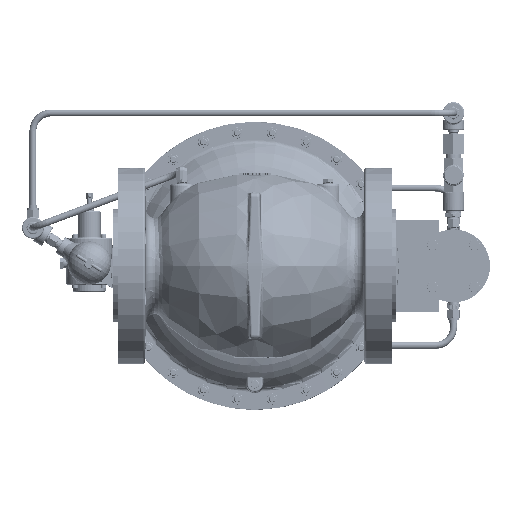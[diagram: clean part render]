
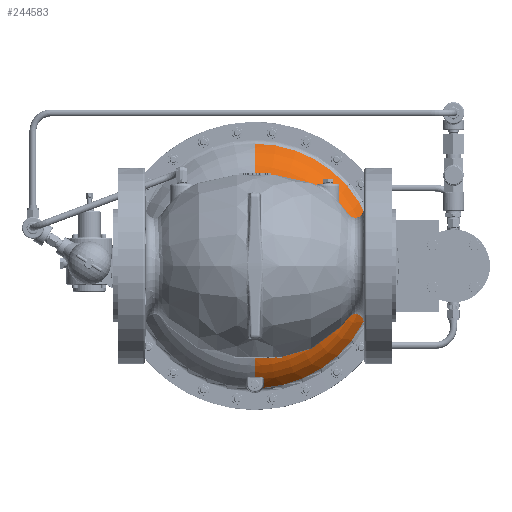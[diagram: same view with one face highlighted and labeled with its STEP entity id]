
A CAD part, front view. The second image highlights one B-rep face of the part: STEP entity #244583.
In plain terms, the highlighted toroidal (fillet/blend) face has major radius 106.491 mm and minor radius 71.438 mm.
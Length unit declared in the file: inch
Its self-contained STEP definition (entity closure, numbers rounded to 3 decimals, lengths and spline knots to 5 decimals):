
#1900 = B_SPLINE_CURVE_WITH_KNOTS ( 'NONE', 3,
 ( #3372, #87578, #115697, #311141, #143792, #339270 ),
 .UNSPECIFIED., .F., .F.,
 ( 4, 2, 4 ),
 ( 0., 0.00513, 0.01025 ),
 .UNSPECIFIED. ) ;
#3372 = CARTESIAN_POINT ( 'NONE',  ( 0.48296, 9.75555, -6.19006 ) ) ;
#4856 = CARTESIAN_POINT ( 'NONE',  ( 0., 8.9572, 0. ) ) ;
#7070 = ORIENTED_EDGE ( 'NONE', *, *, #115103, .T. ) ;
#8731 = CARTESIAN_POINT ( 'NONE',  ( 0.48296, 9.75555, -6.19006 ) ) ;
#10343 = EDGE_CURVE ( 'NONE', #296854, #350327, #42573, .T. ) ;
#13519 = ORIENTED_EDGE ( 'NONE', *, *, #114082, .T. ) ;
#14168 = CARTESIAN_POINT ( 'NONE',  ( 0.44754, 10.41399, -6.67037 ) ) ;
#14646 = DIRECTION ( 'NONE',  ( 1., 0., 0. ) ) ;
#16338 = CARTESIAN_POINT ( 'NONE',  ( 0.35904, 9.63753, -6.07637 ) ) ;
#25465 = DIRECTION ( 'NONE',  ( 0., 0., 1. ) ) ;
#33013 = DIRECTION ( 'NONE',  ( 0., 0., -1. ) ) ;
#35980 = CARTESIAN_POINT ( 'NONE',  ( 0., 8.9572, 0. ) ) ;
#42573 = B_SPLINE_CURVE_WITH_KNOTS ( 'NONE', 3,
 ( #287807, #92298, #259769, #120394, #315842, #148482 ),
 .UNSPECIFIED., .F., .F.,
 ( 4, 2, 4 ),
 ( 0., 0.00529, 0.01058 ),
 .UNSPECIFIED. ) ;
#44379 = CARTESIAN_POINT ( 'NONE',  ( 0.39625, 9.64279, -6.07983 ) ) ;
#44980 = AXIS2_PLACEMENT_3D ( 'NONE', #181920, #14646, #209997 ) ;
#50995 = DIRECTION ( 'NONE',  ( 0., -1., 0. ) ) ;
#54582 = CARTESIAN_POINT ( 'NONE',  ( 0., 11.71634, 0. ) ) ;
#61413 = VERTEX_POINT ( 'NONE', #302149 ) ;
#63986 = DIRECTION ( 'NONE',  ( 0., 0., -1. ) ) ;
#72444 = CARTESIAN_POINT ( 'NONE',  ( 0.42081, 9.6534, -6.08973 ) ) ;
#75107 = AXIS2_PLACEMENT_3D ( 'NONE', #4856, #200233, #33013 ) ;
#82621 = DIRECTION ( 'NONE',  ( 0., 0., -1. ) ) ;
#85680 = VERTEX_POINT ( 'NONE', #132808 ) ;
#87578 = CARTESIAN_POINT ( 'NONE',  ( 0.48461, 9.80377, -6.23697 ) ) ;
#89383 = CIRCLE ( 'NONE', #75107, 4.73785 ) ;
#89501 = ORIENTED_EDGE ( 'NONE', *, *, #329338, .T. ) ;
#92298 = CARTESIAN_POINT ( 'NONE',  ( 0.49556, 10.12071, -6.4908 ) ) ;
#99574 = CARTESIAN_POINT ( 'NONE',  ( 4.73785, 8.9572, 0. ) ) ;
#100501 = CARTESIAN_POINT ( 'NONE',  ( 0.44104, 9.66769, -6.10364 ) ) ;
#103271 = TOROIDAL_SURFACE ( 'NONE', #260115, 4.19257, 2.8125 ) ;
#106166 = CARTESIAN_POINT ( 'NONE',  ( 0., 9.63753, 0. ) ) ;
#107057 = VERTEX_POINT ( 'NONE', #8731 ) ;
#109976 = DIRECTION ( 'NONE',  ( 0., -1., 0. ) ) ;
#114082 = EDGE_CURVE ( 'NONE', #219800, #107057, #212467, .T. ) ;
#115103 = EDGE_CURVE ( 'NONE', #107057, #296854, #1900, .T. ) ;
#115697 = CARTESIAN_POINT ( 'NONE',  ( 0.48633, 9.85368, -6.28214 ) ) ;
#116505 = ORIENTED_EDGE ( 'NONE', *, *, #351395, .F. ) ;
#120394 = CARTESIAN_POINT ( 'NONE',  ( 0.47579, 10.29488, -6.60328 ) ) ;
#128575 = CARTESIAN_POINT ( 'NONE',  ( 0.46216, 9.69016, -6.12582 ) ) ;
#130784 = VERTEX_POINT ( 'NONE', #306785 ) ;
#132808 = CARTESIAN_POINT ( 'NONE',  ( 0., 10.41399, 6.68537 ) ) ;
#134282 = DIRECTION ( 'NONE',  ( 0., 0., 1. ) ) ;
#143792 = CARTESIAN_POINT ( 'NONE',  ( 0.49171, 10.00944, -6.41007 ) ) ;
#148482 = CARTESIAN_POINT ( 'NONE',  ( 0.44754, 10.41399, -6.67037 ) ) ;
#153546 = CIRCLE ( 'NONE', #292250, 2.8125 ) ;
#156715 = CARTESIAN_POINT ( 'NONE',  ( 0.47978, 9.72858, -6.16374 ) ) ;
#166677 = EDGE_CURVE ( 'NONE', #61413, #219800, #306804, .T. ) ;
#181920 = CARTESIAN_POINT ( 'NONE',  ( 0., 11.71634, 4.19257 ) ) ;
#183591 = CARTESIAN_POINT ( 'NONE',  ( 0.36861, 9.63753, -6.0758 ) ) ;
#184776 = CARTESIAN_POINT ( 'NONE',  ( 0.48296, 9.75555, -6.19006 ) ) ;
#185356 = ORIENTED_EDGE ( 'NONE', *, *, #256480, .F. ) ;
#187008 = EDGE_CURVE ( 'NONE', #257731, #248293, #335122, .T. ) ;
#192667 = DIRECTION ( 'NONE',  ( -1., 0., 0. ) ) ;
#196370 = AXIS2_PLACEMENT_3D ( 'NONE', #106166, #301618, #134282 ) ;
#200233 = DIRECTION ( 'NONE',  ( 0., -1., 0. ) ) ;
#209997 = DIRECTION ( 'NONE',  ( 0., 0., -1. ) ) ;
#211686 = CARTESIAN_POINT ( 'NONE',  ( 0.37797, 9.63861, -6.07641 ) ) ;
#212467 = B_SPLINE_CURVE_WITH_KNOTS ( 'NONE', 3,
 ( #16338, #183591, #211686, #44379, #239840, #72444, #267923, #100501, #295965, #128575, #324061, #156715, #352185, #184776 ),
 .UNSPECIFIED., .F., .F.,
 ( 4, 2, 2, 2, 2, 2, 4 ),
 ( 0., 0.00072, 0.00144, 0.00216, 0.00288, 0.00431, 0.00575 ),
 .UNSPECIFIED. ) ;
#218884 = CARTESIAN_POINT ( 'NONE',  ( 0., 8.9572, 4.73785 ) ) ;
#219800 = VERTEX_POINT ( 'NONE', #313085 ) ;
#231367 = DIRECTION ( 'NONE',  ( 0., -1., 0. ) ) ;
#234435 = FACE_OUTER_BOUND ( 'NONE', #344814, .T. ) ;
#239840 = CARTESIAN_POINT ( 'NONE',  ( 0.40488, 9.64585, -6.0826 ) ) ;
#244583 = ADVANCED_FACE ( 'NONE', ( #234435 ), #103271, .T. ) ;
#248293 = VERTEX_POINT ( 'NONE', #218884 ) ;
#256480 = EDGE_CURVE ( 'NONE', #61413, #130784, #153546, .T. ) ;
#257731 = VERTEX_POINT ( 'NONE', #99574 ) ;
#259769 = CARTESIAN_POINT ( 'NONE',  ( 0.4918, 10.17823, -6.52973 ) ) ;
#260115 = AXIS2_PLACEMENT_3D ( 'NONE', #54582, #50995, #82621 ) ;
#267923 = CARTESIAN_POINT ( 'NONE',  ( 0.42808, 9.65789, -6.09407 ) ) ;
#277448 = CARTESIAN_POINT ( 'NONE',  ( 0., 10.41399, 0. ) ) ;
#282342 = EDGE_CURVE ( 'NONE', #350327, #85680, #295704, .T. ) ;
#286685 = CARTESIAN_POINT ( 'NONE',  ( 0.49359, 10.06388, -6.44957 ) ) ;
#287807 = CARTESIAN_POINT ( 'NONE',  ( 0.49359, 10.06388, -6.44957 ) ) ;
#292250 = AXIS2_PLACEMENT_3D ( 'NONE', #360065, #192667, #25465 ) ;
#295704 = CIRCLE ( 'NONE', #342574, 6.68537 ) ;
#295965 = CARTESIAN_POINT ( 'NONE',  ( 0.44687, 9.67311, -6.10898 ) ) ;
#296854 = VERTEX_POINT ( 'NONE', #286685 ) ;
#298498 = ORIENTED_EDGE ( 'NONE', *, *, #187008, .F. ) ;
#299148 = ORIENTED_EDGE ( 'NONE', *, *, #282342, .T. ) ;
#299465 = ORIENTED_EDGE ( 'NONE', *, *, #10343, .T. ) ;
#301618 = DIRECTION ( 'NONE',  ( 0., -1., 0. ) ) ;
#302149 = CARTESIAN_POINT ( 'NONE',  ( 0., 9.63753, -6.08697 ) ) ;
#305460 = DIRECTION ( 'NONE',  ( 0., 0., 1. ) ) ;
#306785 = CARTESIAN_POINT ( 'NONE',  ( 0., 8.9572, -4.73785 ) ) ;
#306804 = CIRCLE ( 'NONE', #196370, 6.08697 ) ;
#311141 = CARTESIAN_POINT ( 'NONE',  ( 0.48988, 9.95651, -6.36868 ) ) ;
#313085 = CARTESIAN_POINT ( 'NONE',  ( 0.35904, 9.63753, -6.07637 ) ) ;
#315842 = CARTESIAN_POINT ( 'NONE',  ( 0.46351, 10.354, -6.63789 ) ) ;
#324061 = CARTESIAN_POINT ( 'NONE',  ( 0.46954, 9.70251, -6.13806 ) ) ;
#325325 = CIRCLE ( 'NONE', #44980, 2.8125 ) ;
#328912 = ORIENTED_EDGE ( 'NONE', *, *, #166677, .T. ) ;
#329338 = EDGE_CURVE ( 'NONE', #85680, #248293, #325325, .T. ) ;
#335122 = CIRCLE ( 'NONE', #353603, 4.73785 ) ;
#339270 = CARTESIAN_POINT ( 'NONE',  ( 0.49359, 10.06388, -6.44957 ) ) ;
#342574 = AXIS2_PLACEMENT_3D ( 'NONE', #277448, #109976, #305460 ) ;
#344814 = EDGE_LOOP ( 'NONE', ( #299148, #89501, #298498, #116505, #185356, #328912, #13519, #7070, #299465 ) ) ;
#350327 = VERTEX_POINT ( 'NONE', #14168 ) ;
#351395 = EDGE_CURVE ( 'NONE', #130784, #257731, #89383, .T. ) ;
#352185 = CARTESIAN_POINT ( 'NONE',  ( 0.48249, 9.74192, -6.1768 ) ) ;
#353603 = AXIS2_PLACEMENT_3D ( 'NONE', #35980, #231367, #63986 ) ;
#360065 = CARTESIAN_POINT ( 'NONE',  ( 0., 11.71634, -4.19257 ) ) ;
